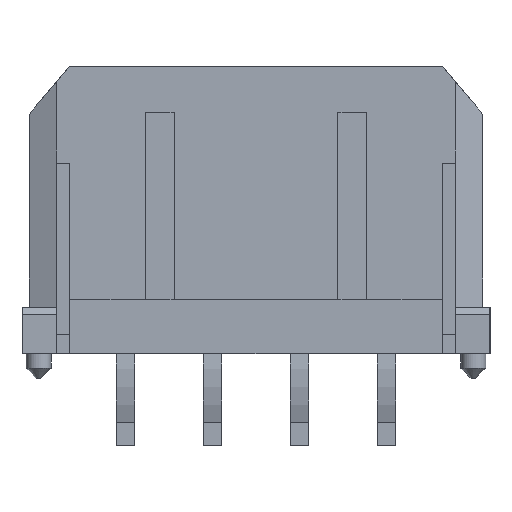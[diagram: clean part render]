
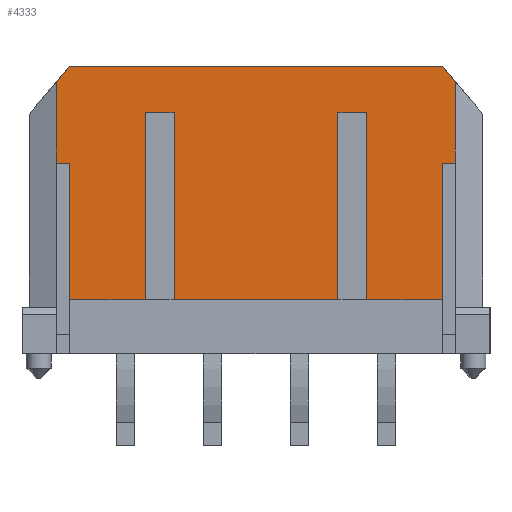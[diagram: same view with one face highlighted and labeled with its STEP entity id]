
A CAD part, front view. The second image highlights one B-rep face of the part: STEP entity #4333.
In plain terms, the highlighted planar face has unit normal (0, -1, 0).
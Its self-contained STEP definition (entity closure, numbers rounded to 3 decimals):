
#156=FACE_OUTER_BOUND('',#397,.T.);
#397=EDGE_LOOP('',(#3046,#3047,#3048,#3049,#3050,#3051,#3052,#3053,#3054,
#3055,#3056,#3057,#3058,#3059,#3060,#3061,#3062,#3063));
#738=LINE('',#6257,#1320);
#757=LINE('',#6299,#1339);
#812=LINE('',#6418,#1394);
#813=LINE('',#6420,#1395);
#814=LINE('',#6422,#1396);
#815=LINE('',#6424,#1397);
#816=LINE('',#6426,#1398);
#817=LINE('',#6428,#1399);
#818=LINE('',#6430,#1400);
#819=LINE('',#6431,#1401);
#820=LINE('',#6433,#1402);
#821=LINE('',#6435,#1403);
#822=LINE('',#6437,#1404);
#823=LINE('',#6439,#1405);
#824=LINE('',#6441,#1406);
#825=LINE('',#6442,#1407);
#826=LINE('',#6444,#1408);
#827=LINE('',#6445,#1409);
#1320=VECTOR('',#5019,1000.);
#1339=VECTOR('',#5048,1000.);
#1394=VECTOR('',#5139,1000.);
#1395=VECTOR('',#5140,1000.);
#1396=VECTOR('',#5141,1000.);
#1397=VECTOR('',#5142,1000.);
#1398=VECTOR('',#5143,1000.);
#1399=VECTOR('',#5144,1000.);
#1400=VECTOR('',#5145,1000.);
#1401=VECTOR('',#5146,1000.);
#1402=VECTOR('',#5147,1000.);
#1403=VECTOR('',#5148,1000.);
#1404=VECTOR('',#5149,1000.);
#1405=VECTOR('',#5150,1000.);
#1406=VECTOR('',#5151,1000.);
#1407=VECTOR('',#5152,1000.);
#1408=VECTOR('',#5153,1000.);
#1409=VECTOR('',#5154,1000.);
#1901=VERTEX_POINT('',#6250);
#1904=VERTEX_POINT('',#6255);
#1921=VERTEX_POINT('',#6296);
#1922=VERTEX_POINT('',#6298);
#1967=VERTEX_POINT('',#6416);
#1968=VERTEX_POINT('',#6417);
#1969=VERTEX_POINT('',#6419);
#1970=VERTEX_POINT('',#6421);
#1971=VERTEX_POINT('',#6423);
#1972=VERTEX_POINT('',#6425);
#1973=VERTEX_POINT('',#6427);
#1974=VERTEX_POINT('',#6429);
#1975=VERTEX_POINT('',#6432);
#1976=VERTEX_POINT('',#6434);
#1977=VERTEX_POINT('',#6436);
#1978=VERTEX_POINT('',#6438);
#1979=VERTEX_POINT('',#6440);
#1980=VERTEX_POINT('',#6443);
#2325=EDGE_CURVE('',#1904,#1901,#738,.T.);
#2344=EDGE_CURVE('',#1922,#1921,#757,.T.);
#2401=EDGE_CURVE('',#1967,#1968,#812,.T.);
#2402=EDGE_CURVE('',#1969,#1967,#813,.T.);
#2403=EDGE_CURVE('',#1970,#1969,#814,.T.);
#2404=EDGE_CURVE('',#1971,#1970,#815,.T.);
#2405=EDGE_CURVE('',#1972,#1971,#816,.T.);
#2406=EDGE_CURVE('',#1973,#1972,#817,.T.);
#2407=EDGE_CURVE('',#1974,#1973,#818,.T.);
#2408=EDGE_CURVE('',#1974,#1901,#819,.T.);
#2409=EDGE_CURVE('',#1975,#1904,#820,.T.);
#2410=EDGE_CURVE('',#1976,#1975,#821,.T.);
#2411=EDGE_CURVE('',#1976,#1977,#822,.T.);
#2412=EDGE_CURVE('',#1978,#1977,#823,.T.);
#2413=EDGE_CURVE('',#1979,#1978,#824,.T.);
#2414=EDGE_CURVE('',#1922,#1979,#825,.T.);
#2415=EDGE_CURVE('',#1980,#1921,#826,.T.);
#2416=EDGE_CURVE('',#1980,#1968,#827,.T.);
#3046=ORIENTED_EDGE('',*,*,#2401,.F.);
#3047=ORIENTED_EDGE('',*,*,#2402,.F.);
#3048=ORIENTED_EDGE('',*,*,#2403,.F.);
#3049=ORIENTED_EDGE('',*,*,#2404,.F.);
#3050=ORIENTED_EDGE('',*,*,#2405,.F.);
#3051=ORIENTED_EDGE('',*,*,#2406,.F.);
#3052=ORIENTED_EDGE('',*,*,#2407,.F.);
#3053=ORIENTED_EDGE('',*,*,#2408,.T.);
#3054=ORIENTED_EDGE('',*,*,#2325,.F.);
#3055=ORIENTED_EDGE('',*,*,#2409,.F.);
#3056=ORIENTED_EDGE('',*,*,#2410,.F.);
#3057=ORIENTED_EDGE('',*,*,#2411,.T.);
#3058=ORIENTED_EDGE('',*,*,#2412,.F.);
#3059=ORIENTED_EDGE('',*,*,#2413,.F.);
#3060=ORIENTED_EDGE('',*,*,#2414,.F.);
#3061=ORIENTED_EDGE('',*,*,#2344,.T.);
#3062=ORIENTED_EDGE('',*,*,#2415,.F.);
#3063=ORIENTED_EDGE('',*,*,#2416,.T.);
#4109=PLANE('',#4599);
#4333=ADVANCED_FACE('',(#156),#4109,.T.);
#4599=AXIS2_PLACEMENT_3D('',#6415,#5137,#5138);
#5019=DIRECTION('',(-1.,0.,0.));
#5048=DIRECTION('',(0.,0.,1.));
#5137=DIRECTION('center_axis',(0.,-1.,0.));
#5138=DIRECTION('ref_axis',(0.,0.,-1.));
#5139=DIRECTION('',(0.643,0.,-0.766));
#5140=DIRECTION('',(1.,0.,0.));
#5141=DIRECTION('',(0.643,0.,0.766));
#5142=DIRECTION('',(0.,0.,1.));
#5143=DIRECTION('',(-1.,0.,0.));
#5144=DIRECTION('',(0.,0.,1.));
#5145=DIRECTION('',(-1.,0.,0.));
#5146=DIRECTION('',(0.,0.,1.));
#5147=DIRECTION('',(0.,0.,1.));
#5148=DIRECTION('',(-1.,0.,0.));
#5149=DIRECTION('',(0.,0.,1.));
#5150=DIRECTION('',(-1.,0.,0.));
#5151=DIRECTION('',(0.,0.,1.));
#5152=DIRECTION('',(-1.,0.,0.));
#5153=DIRECTION('',(-1.,0.,0.));
#5154=DIRECTION('',(0.,0.,1.));
#6250=CARTESIAN_POINT('',(-3.825,-3.43,3.355));
#6255=CARTESIAN_POINT('',(-2.825,-3.43,3.355));
#6257=CARTESIAN_POINT('',(-2.825,-3.43,3.355));
#6296=CARTESIAN_POINT('',(6.425,-3.43,1.615));
#6298=CARTESIAN_POINT('',(6.425,-3.43,-3.105));
#6299=CARTESIAN_POINT('',(6.425,-3.43,-3.105));
#6415=CARTESIAN_POINT('Origin',(-7.825,-3.43,-4.955));
#6416=CARTESIAN_POINT('',(6.44,-3.43,4.955));
#6417=CARTESIAN_POINT('',(6.875,-3.43,4.437));
#6418=CARTESIAN_POINT('',(6.44,-3.43,4.955));
#6419=CARTESIAN_POINT('',(-6.44,-3.43,4.955));
#6420=CARTESIAN_POINT('',(-6.44,-3.43,4.955));
#6421=CARTESIAN_POINT('',(-6.875,-3.43,4.437));
#6422=CARTESIAN_POINT('',(-6.875,-3.43,4.437));
#6423=CARTESIAN_POINT('',(-6.875,-3.43,1.615));
#6424=CARTESIAN_POINT('',(-6.875,-3.43,1.615));
#6425=CARTESIAN_POINT('',(-6.425,-3.43,1.615));
#6426=CARTESIAN_POINT('',(-6.425,-3.43,1.615));
#6427=CARTESIAN_POINT('',(-6.425,-3.43,-3.105));
#6428=CARTESIAN_POINT('',(-6.425,-3.43,-3.105));
#6429=CARTESIAN_POINT('',(-3.825,-3.43,-3.105));
#6430=CARTESIAN_POINT('',(-3.825,-3.43,-3.105));
#6431=CARTESIAN_POINT('',(-3.825,-3.43,-3.105));
#6432=CARTESIAN_POINT('',(-2.825,-3.43,-3.105));
#6433=CARTESIAN_POINT('',(-2.825,-3.43,-3.105));
#6434=CARTESIAN_POINT('',(2.825,-3.43,-3.105));
#6435=CARTESIAN_POINT('',(2.825,-3.43,-3.105));
#6436=CARTESIAN_POINT('',(2.825,-3.43,3.355));
#6437=CARTESIAN_POINT('',(2.825,-3.43,-3.105));
#6438=CARTESIAN_POINT('',(3.825,-3.43,3.355));
#6439=CARTESIAN_POINT('',(3.825,-3.43,3.355));
#6440=CARTESIAN_POINT('',(3.825,-3.43,-3.105));
#6441=CARTESIAN_POINT('',(3.825,-3.43,-3.105));
#6442=CARTESIAN_POINT('',(6.425,-3.43,-3.105));
#6443=CARTESIAN_POINT('',(6.875,-3.43,1.615));
#6444=CARTESIAN_POINT('',(6.875,-3.43,1.615));
#6445=CARTESIAN_POINT('',(6.875,-3.43,1.615));
